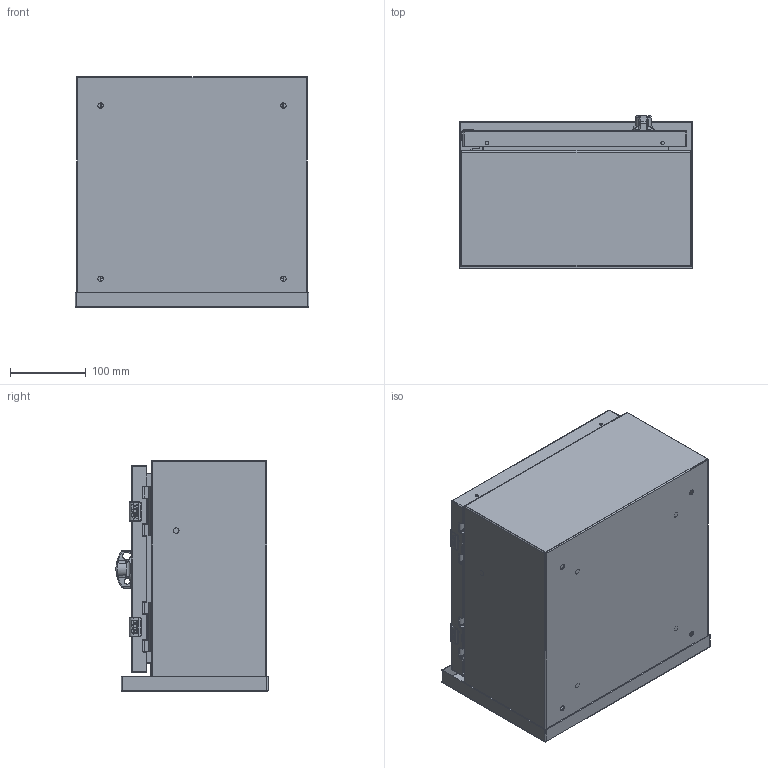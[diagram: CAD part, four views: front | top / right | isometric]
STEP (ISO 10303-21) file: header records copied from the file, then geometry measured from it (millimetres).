
FILE_DESCRIPTION (( 'STEP AP214' ), '1' );
FILE_NAME ('SCE-12R1206LP.STEP', '2021-01-16T21:57:44', ( '' ), ( '' ), 'SwSTEP 2.0', 'SolidWorks 2019', '' );
FILE_SCHEMA (( 'AUTOMOTIVE_DESIGN' ));
Length unit declared in the file: inch
Products named in the file (1): SCE-12R1206LP
Bounding box: 308.76 x 200.79 x 304.8 mm (x, y, z)
Volume: 1077712.6 mm3; surface area: 1195765.5 mm2
Topology: 39 solids, 39 shells, 1661 faces, 4288 edges, 2731 vertices
Faces by surface type: plane 783, cylinder 560, bspline 191, torus 46, sphere 44, cone 37
Full cylindrical faces by diameter (mm): 1.016 x2, 3.454 x2, 3.978 x2, 4.318 x6, 4.369 x4, 4.775 x4, 4.978 x8, 5.182 x4, 5.2 x1, 5.207 x4, 5.232 x4, 5.5 x1, 5.537 x2, 6.096 x4, 6.198 x4, 6.299 x2, 6.35 x4, 6.76 x4, 7.137 x2, 7.14 x4, 8.433 x4, 9.296 x4, 9.322 x4, 9.525 x4, 11.8 x1, 12.7 x4, 13.5 x1, 14.8 x1, 15 x1, 16.8 x1
Entity records: 86138 total; most frequent: CARTESIAN_POINT 26180, ORIENTED_EDGE 7974, DIRECTION 7367, EDGE_CURVE 3987, VERTEX_POINT 2642, AXIS2_PLACEMENT_3D 2593, LINE 2181, VECTOR 2181
